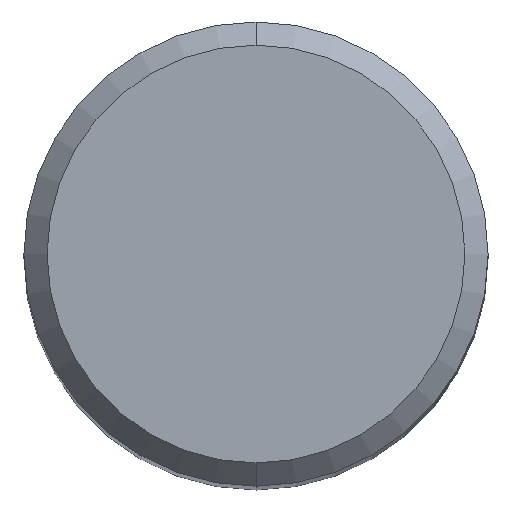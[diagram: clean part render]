
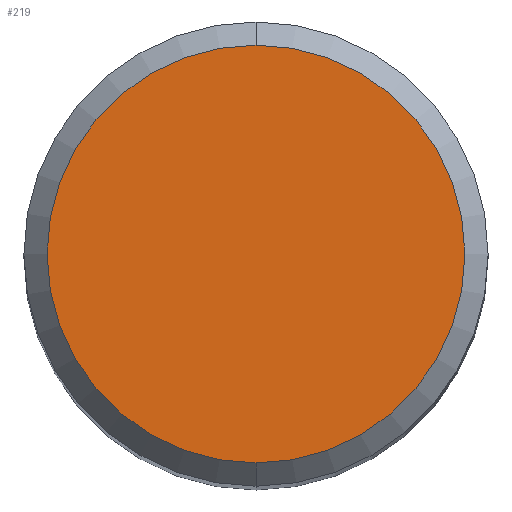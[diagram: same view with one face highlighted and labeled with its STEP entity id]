
A CAD part, top view. The second image highlights one B-rep face of the part: STEP entity #219.
In plain terms, the highlighted planar face has unit normal (0, 0, 1).
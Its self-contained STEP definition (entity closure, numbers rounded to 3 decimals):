
#121=EDGE_CURVE('',#181,#141,#275,.T.);
#141=VERTEX_POINT('',#297);
#181=VERTEX_POINT('',#341);
#201=EDGE_CURVE('',#141,#181,#363,.T.);
#219=ADVANCED_FACE('',(#384),#385,.T.);
#275=CIRCLE('',#445,5.4);
#297=CARTESIAN_POINT('',(0.0,5.4,0.0));
#341=CARTESIAN_POINT('',(0.,-5.4,0.0));
#363=CIRCLE('',#558,5.4);
#384=FACE_OUTER_BOUND('',#584,.T.);
#385=PLANE('',#585);
#445=AXIS2_PLACEMENT_3D('',#630,#631,#632);
#558=AXIS2_PLACEMENT_3D('',#734,#735,#736);
#584=EDGE_LOOP('',(#767,#768));
#585=AXIS2_PLACEMENT_3D('',#769,#770,#771);
#630=CARTESIAN_POINT('',(0.0,0.0,0.0));
#631=DIRECTION('',(0.0,0.0,-1.0));
#632=DIRECTION('',(0.0,1.0,0.0));
#734=CARTESIAN_POINT('',(0.0,0.0,0.0));
#735=DIRECTION('',(0.0,0.0,-1.0));
#736=DIRECTION('',(0.0,1.0,0.0));
#767=ORIENTED_EDGE('',*,*,#201,.F.);
#768=ORIENTED_EDGE('',*,*,#121,.F.);
#769=CARTESIAN_POINT('',(0.0,2.7,0.0));
#770=DIRECTION('',(-0.0,0.0,1.0));
#771=DIRECTION('',(0.0,-1.0,0.0));
